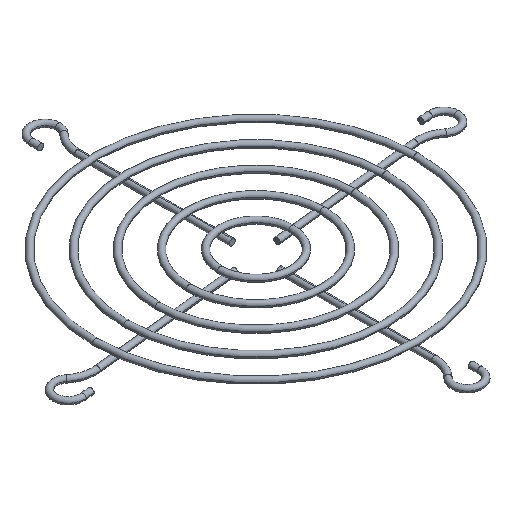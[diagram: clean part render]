
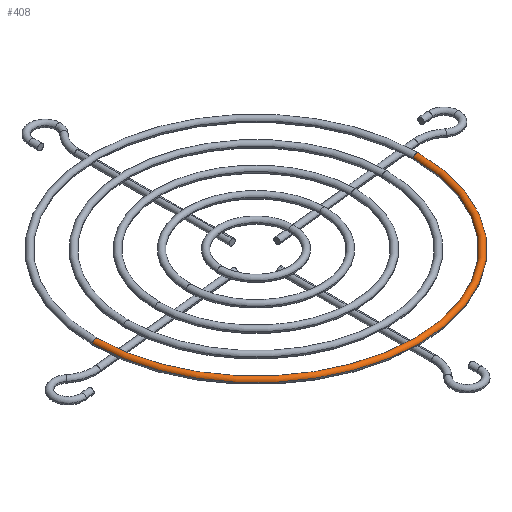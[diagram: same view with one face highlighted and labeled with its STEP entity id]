
A CAD part, isometric view. The second image highlights one B-rep face of the part: STEP entity #408.
In plain terms, the highlighted toroidal (fillet/blend) face has major radius 54 mm and minor radius 1 mm.
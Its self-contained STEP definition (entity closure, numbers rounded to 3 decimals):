
#39 = EDGE_CURVE ( 'NONE', #467, #1069, #184, .T. ) ;
#83 = VERTEX_POINT ( 'NONE', #378 ) ;
#102 = DIRECTION ( 'NONE',  ( -1., 0., 0. ) ) ;
#135 = CARTESIAN_POINT ( 'NONE',  ( 54., 0., 1.95 ) ) ;
#184 = CIRCLE ( 'NONE', #661, 53. ) ;
#301 = CARTESIAN_POINT ( 'NONE',  ( -54., 0., 1.95 ) ) ;
#378 = CARTESIAN_POINT ( 'NONE',  ( -55., 0., 1.95 ) ) ;
#408 = ADVANCED_FACE ( 'NONE', ( #1102 ), #510, .T. ) ;
#420 = ORIENTED_EDGE ( 'NONE', *, *, #39, .T. ) ;
#467 = VERTEX_POINT ( 'NONE', #2448 ) ;
#486 = DIRECTION ( 'NONE',  ( 0., 1., 0. ) ) ;
#500 = DIRECTION ( 'NONE',  ( 0., 0., -1. ) ) ;
#510 = TOROIDAL_SURFACE ( 'NONE', #2206, 54., 1. ) ;
#522 = DIRECTION ( 'NONE',  ( -1., 0., 0. ) ) ;
#591 = EDGE_CURVE ( 'NONE', #745, #83, #1769, .T. ) ;
#661 = AXIS2_PLACEMENT_3D ( 'NONE', #2233, #701, #522 ) ;
#701 = DIRECTION ( 'NONE',  ( 0., 0., -1. ) ) ;
#706 = AXIS2_PLACEMENT_3D ( 'NONE', #1964, #1611, #2124 ) ;
#745 = VERTEX_POINT ( 'NONE', #1803 ) ;
#916 = DIRECTION ( 'NONE',  ( 0., 0., -1. ) ) ;
#1036 = CIRCLE ( 'NONE', #1149, 1. ) ;
#1045 = EDGE_LOOP ( 'NONE', ( #1834, #1275, #420, #1643 ) ) ;
#1069 = VERTEX_POINT ( 'NONE', #2347 ) ;
#1102 = FACE_OUTER_BOUND ( 'NONE', #1045, .T. ) ;
#1149 = AXIS2_PLACEMENT_3D ( 'NONE', #135, #486, #2034 ) ;
#1275 = ORIENTED_EDGE ( 'NONE', *, *, #1724, .F. ) ;
#1393 = AXIS2_PLACEMENT_3D ( 'NONE', #301, #2193, #500 ) ;
#1552 = CIRCLE ( 'NONE', #1393, 1. ) ;
#1611 = DIRECTION ( 'NONE',  ( 0., 0., -1. ) ) ;
#1643 = ORIENTED_EDGE ( 'NONE', *, *, #2419, .T. ) ;
#1724 = EDGE_CURVE ( 'NONE', #467, #745, #1036, .T. ) ;
#1769 = CIRCLE ( 'NONE', #706, 55. ) ;
#1803 = CARTESIAN_POINT ( 'NONE',  ( 55., 0., 1.95 ) ) ;
#1834 = ORIENTED_EDGE ( 'NONE', *, *, #591, .F. ) ;
#1964 = CARTESIAN_POINT ( 'NONE',  ( 0., 0., 1.95 ) ) ;
#1983 = CARTESIAN_POINT ( 'NONE',  ( 0., 0., 1.95 ) ) ;
#2034 = DIRECTION ( 'NONE',  ( -1., 0., 0. ) ) ;
#2124 = DIRECTION ( 'NONE',  ( -1., 0., 0. ) ) ;
#2193 = DIRECTION ( 'NONE',  ( 0., -1., 0. ) ) ;
#2206 = AXIS2_PLACEMENT_3D ( 'NONE', #1983, #916, #102 ) ;
#2233 = CARTESIAN_POINT ( 'NONE',  ( 0., 0., 1.95 ) ) ;
#2347 = CARTESIAN_POINT ( 'NONE',  ( -53., 0., 1.95 ) ) ;
#2419 = EDGE_CURVE ( 'NONE', #1069, #83, #1552, .T. ) ;
#2448 = CARTESIAN_POINT ( 'NONE',  ( 53., 0., 1.95 ) ) ;
